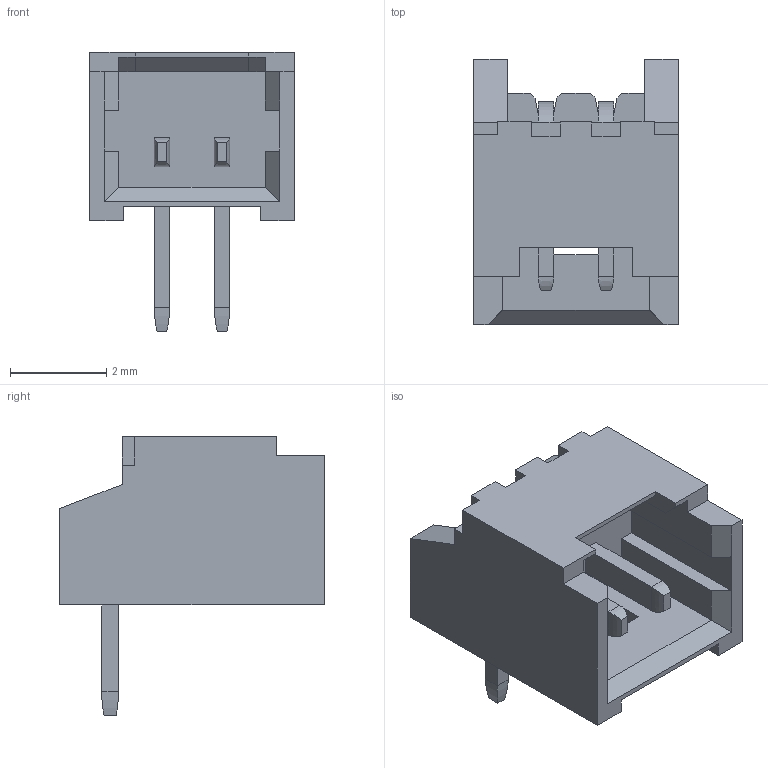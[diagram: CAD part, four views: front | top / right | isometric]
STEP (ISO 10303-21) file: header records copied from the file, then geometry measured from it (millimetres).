
FILE_DESCRIPTION(('FreeCAD Model'),'2;1');
FILE_NAME('MLX_PicoBlade-Horz-01x02-1.25P.step','2021-06-07T11:23:53',( 'kicad StepUp'),('ksu MCAD'),'Open CASCADE STEP processor 7.3', 'FreeCAD','Unknown');
FILE_SCHEMA(('AUTOMOTIVE_DESIGN { 1 0 10303 214 1 1 1 1 }'));
Length unit declared in the file: millimetre
Products named in the file (1): MLX_PicoBlade-Horz-01x02-1.25P
Bounding box: 4.25 x 5.5 x 5.8 mm (x, y, z)
Volume: 39.2 mm3; surface area: 153.7 mm2
Topology: 1 solids, 1 shells, 116 faces, 306 edges, 194 vertices
Faces by surface type: plane 98, bspline 16, cylinder 2
Entity records: 4701 total; most frequent: CARTESIAN_POINT 1103, ORIENTED_EDGE 612, DIRECTION 494, EDGE_CURVE 306, LINE 276, VECTOR 276, VERTEX_POINT 194, FACE_BOUND 120
